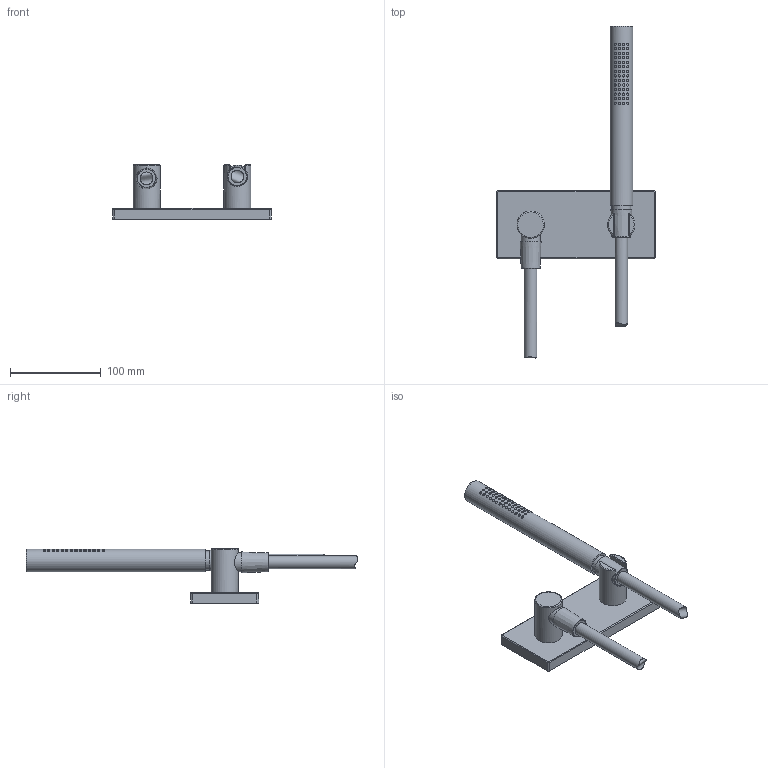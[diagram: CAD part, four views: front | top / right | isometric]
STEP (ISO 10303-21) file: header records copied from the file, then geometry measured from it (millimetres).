
FILE_DESCRIPTION (( 'STEP AP203' ), '1' );
FILE_NAME ('2290+44430100.STEP', '2017-03-09T05:46:12', ( '' ), ( '' ), 'SwSTEP 2.0', 'SolidWorks 2016', '' );
FILE_SCHEMA (( 'CONFIG_CONTROL_DESIGN' ));
Length unit declared in the file: millimetre
Products named in the file (1): 2290+44430100
Bounding box: 175 x 365.77 x 60.1 mm (x, y, z)
Volume: 365276.2 mm3; surface area: 70255.2 mm2
Topology: 2 solids, 2 shells, 120 faces, 205 edges, 151 vertices
Faces by surface type: cylinder 72, plane 25, bspline 19, cone 3, torus 1
Full cylindrical faces by diameter (mm): 14 x2, 21 x2, 25 x1, 26 x1, 30 x2
Entity records: 7128 total; most frequent: CARTESIAN_POINT 5127, ORIENTED_EDGE 358, DIRECTION 282, EDGE_LOOP 198, EDGE_CURVE 179, VERTEX_POINT 141, FACE_OUTER_BOUND 132, AXIS2_PLACEMENT_3D 122
